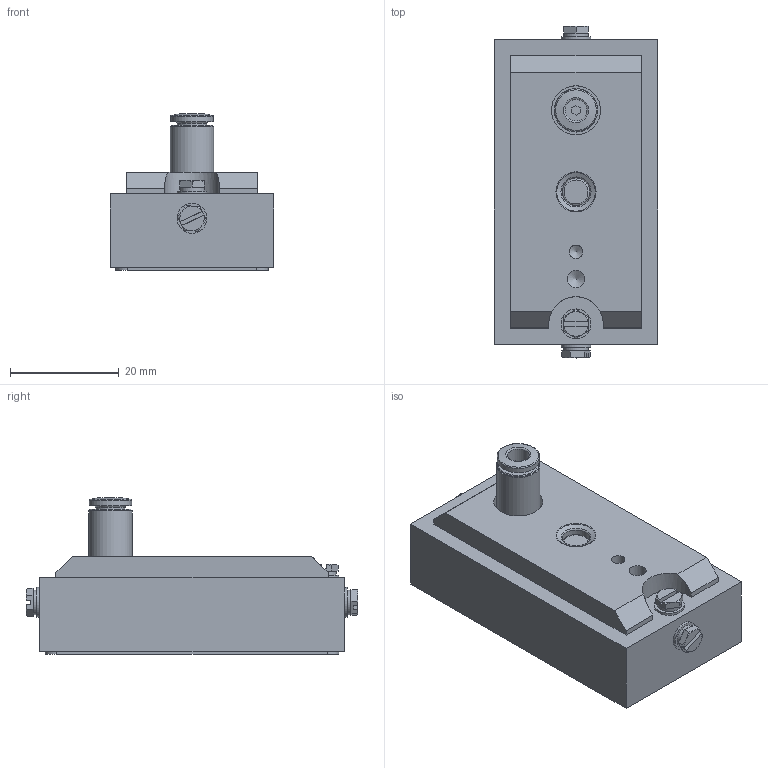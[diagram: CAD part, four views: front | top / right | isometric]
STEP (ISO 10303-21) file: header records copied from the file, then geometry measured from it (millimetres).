
FILE_DESCRIPTION(/* description */ ('Unknown'),/* implementation_level */ '2;1');
FILE_NAME(/* name */ 'RE-30x56S1',/* time_stamp */ '2024-08-02T14:37:19+02:00',/* author */ ('Unknown'),/* organization */ ('Unknown'),/* preprocessor_version */ 'ST-DEVELOPER v18.104',/* originating_system */ 'Solid Edge',/* authorisation */ 'Unknown');
FILE_SCHEMA (('AUTOMOTIVE_DESIGN {1 0 10303 214 3 1 1}'));
Length unit declared in the file: millimetre
Products named in the file (6): RE-30x56S1; RE-30x56S1-Gehäuse; 30979 B-M3-S9; RE-30x56S1-Graphitpad; DM_D5x4; 132915 QSM-M3-4-I-R-100
Assembly tree (7 placements, depth 2):
  RE-30x56S1
    RE-30x56S1-Gehäuse
    30979 B-M3-S9  x3
    RE-30x56S1-Graphitpad
    DM_D5x4
    132915 QSM-M3-4-I-R-100
Bounding box: 30 x 61 x 28.7 mm (x, y, z)
Volume: 28139.2 mm3; surface area: 11883.1 mm2
Topology: 7 solids, 7 shells, 203 faces, 450 edges, 277 vertices
Faces by surface type: plane 111, cylinder 43, cone 35, torus 13, sphere 1
Full cylindrical faces by diameter (mm): 2.4 x3, 2.459 x2, 2.5 x8, 3 x4, 3.15 x1, 4 x1, 4.5 x3, 5 x1, 5.15 x1, 5.4 x1, 5.5 x3, 7.8 x4, 8 x1, 9 x1
Entity records: 4295 total; most frequent: CARTESIAN_POINT 607, DIRECTION 603, ORIENTED_EDGE 484, EDGE_CURVE 242, AXIS2_PLACEMENT_3D 236, FACE_BOUND 196, EDGE_LOOP 194, VERTEX_POINT 176
